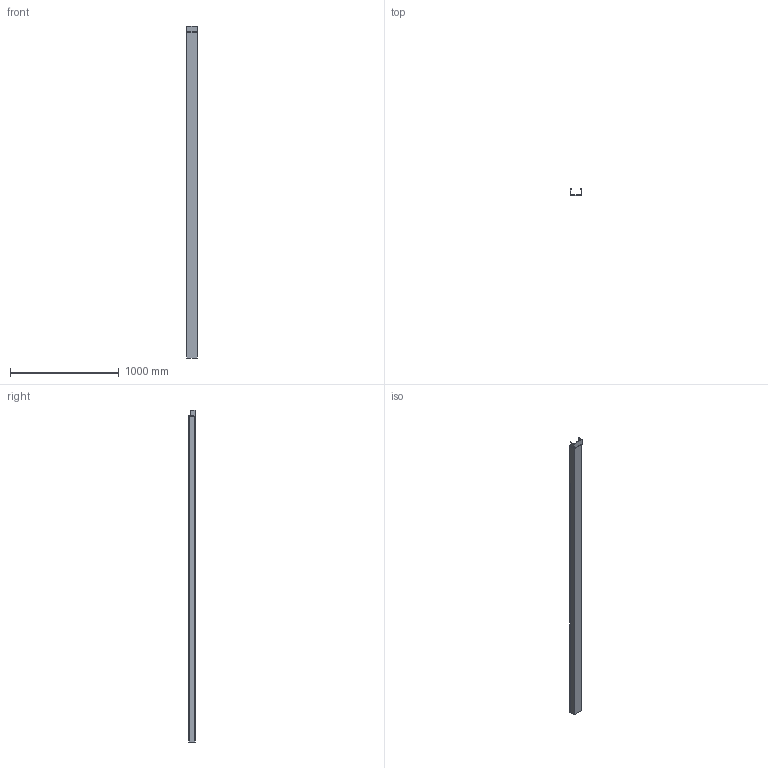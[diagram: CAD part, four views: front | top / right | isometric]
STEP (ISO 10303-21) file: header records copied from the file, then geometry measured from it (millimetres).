
FILE_DESCRIPTION (( 'STEP AP214' ), '1' );
FILE_NAME ('6059507.stp', '2024-05-02T15:37:42', ( '' ), ( '' ), 'SwSTEP 2.0', 'SolidWorks 2022', '' );
FILE_SCHEMA (( 'AUTOMOTIVE_DESIGN' ));
Length unit declared in the file: millimetre
Products named in the file (1): 6059507
Bounding box: 104.5 x 63.25 x 3050 mm (x, y, z)
Volume: 1114997.4 mm3; surface area: 1496568.7 mm2
Topology: 1 solids, 1 shells, 106 faces, 232 edges, 128 vertices
Faces by surface type: plane 44, cylinder 28, bspline 20, cone 6, torus 4, sphere 4
Entity records: 3328 total; most frequent: CARTESIAN_POINT 1157, ORIENTED_EDGE 464, DIRECTION 424, EDGE_CURVE 232, AXIS2_PLACEMENT_3D 155, VERTEX_POINT 128, LINE 114, VECTOR 114
